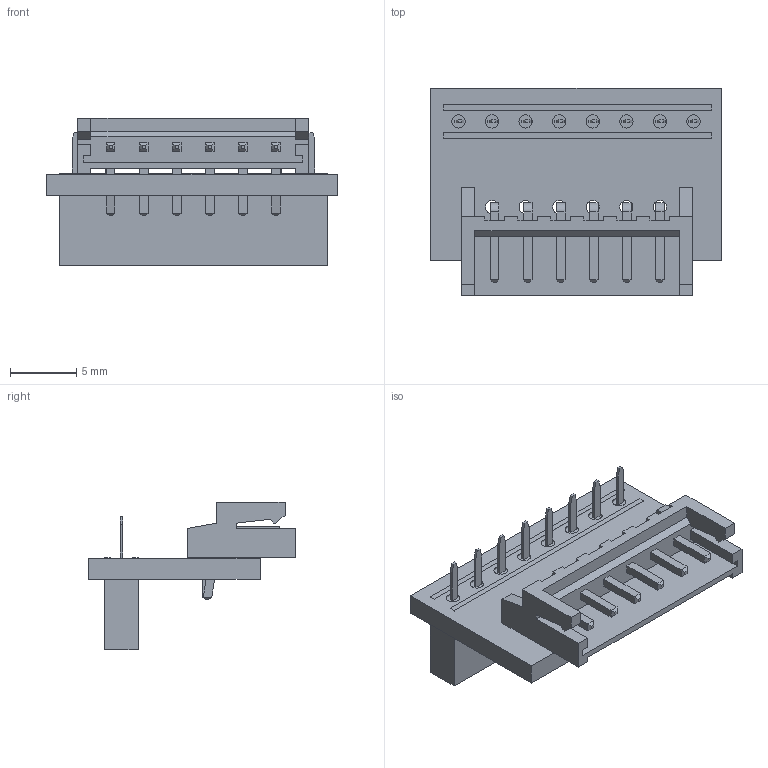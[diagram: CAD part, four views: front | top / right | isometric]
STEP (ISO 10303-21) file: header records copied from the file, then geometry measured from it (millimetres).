
FILE_DESCRIPTION(('KiCad electronic assembly'),'2;1');
FILE_NAME('mpu-2023.step','2022-11-22T16:04:14',('Pcbnew'),('Kicad'), 'Open CASCADE STEP processor 7.5','KiCad to STEP converter','Unknown' );
FILE_SCHEMA(('AUTOMOTIVE_DESIGN { 1 0 10303 214 1 1 1 1 }'));
Length unit declared in the file: millimetre
Products named in the file (6): mpu-2023 1; PinSocket_1x08_P2.54mm_Vertical; SOLID; JST_EH_S6B-EH_1x06_P2.50mm_Horizontal; _autosave-mpu PCB
Assembly tree (5 placements, depth 3):
  mpu-2023 1
    PinSocket_1x08_P2.54mm_Vertical
      SOLID
    JST_EH_S6B-EH_1x06_P2.50mm_Horizontal
      SOLID
    _autosave-mpu PCB
Bounding box: 22 x 15.69 x 11.2 mm (x, y, z)
Volume: 955.5 mm3; surface area: 1944.8 mm2
Topology: 3 solids, 3 shells, 480 faces, 1242 edges, 804 vertices
Faces by surface type: plane 454, cylinder 26
Full cylindrical faces by diameter (mm): 1 x6, 1.016 x8
Entity records: 33909 total; most frequent: CARTESIAN_POINT 5184, DIRECTION 4722, LINE 3622, VECTOR 3622, ORIENTED_EDGE 2484, PCURVE 2484, DEFINITIONAL_REPRESENTATION 2484, EDGE_CURVE 1242
